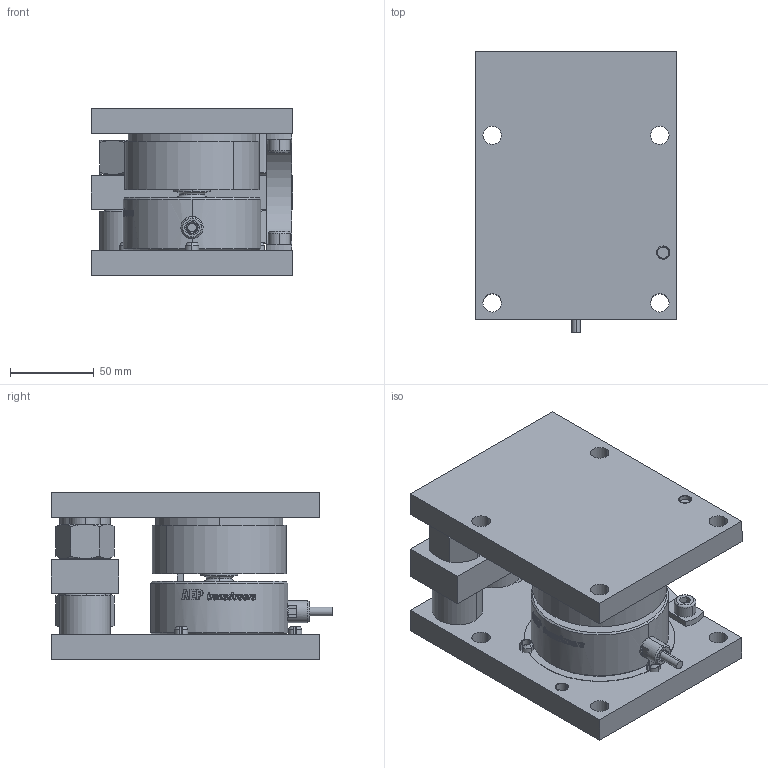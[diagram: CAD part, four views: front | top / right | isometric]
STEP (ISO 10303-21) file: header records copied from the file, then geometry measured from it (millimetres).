
FILE_DESCRIPTION(('STEP AP214'),'1');
FILE_NAME('UPC2 with CBS.stp','2016-07-12T12:12:45',(' '),(' '),'Spatial InterOp 3D',' ',' ');
FILE_SCHEMA(('automotive_design'));
Length unit declared in the file: millimetre
Products named in the file (18): UPC2 with CBS; BS_UPC2_R01; Testa; Disco in PVC; ORING_3087_ø2.62; PE_UPC2_R01; SF_UPC2_R01; TI_UPC2_R01; DADO M20 H=20.3; CORDA SICUREZZA; screw_07160-08x16; Spring pin _8x16; CBS Ø82 MARCATO; CBS Ø82 body; Fairlead; Cable Ø5.2; O-RING
Assembly tree (22 placements, depth 3):
  UPC2 with CBS
    BS_UPC2_R01
    BS_UPC2_R01
    Testa
    Disco in PVC
    ORING_3087_ø2.62
    PE_UPC2_R01
    SF_UPC2_R01  x2
    TI_UPC2_R01
    DADO M20 H=20.3  x2
    CORDA SICUREZZA
    screw_07160-08x16  x2
    Spring pin _8x16  x3
    CBS Ø82 MARCATO
      CBS Ø82 body
      Fairlead
      Cable Ø5.2
      O-RING
Bounding box: 120 x 167.58 x 100 mm (x, y, z)
Volume: 1062825.5 mm3; surface area: 208951.4 mm2
Topology: 23 solids, 32 shells, 586 faces, 1413 edges, 911 vertices
Faces by surface type: plane 182, cylinder 165, cone 106, bspline 85, torus 38, sphere 6, revolution 4
Entity records: 20651 total; most frequent: CARTESIAN_POINT 6247, DIRECTION 2156, ORIENTED_EDGE 2096, EDGE_CURVE 1066, AXIS2_PLACEMENT_3D 867, VERTEX_POINT 700, EDGE_LOOP 516, STYLED_ITEM 466
